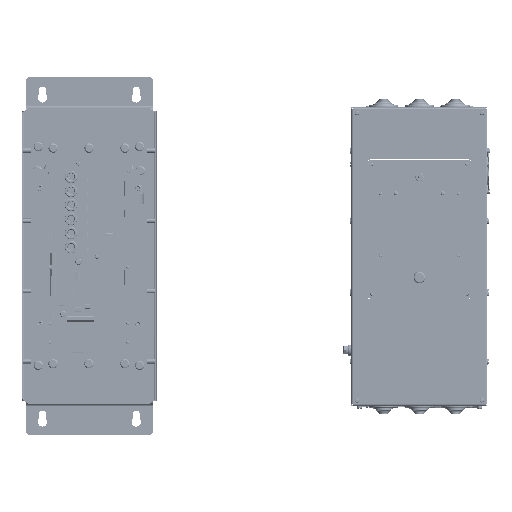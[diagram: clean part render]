
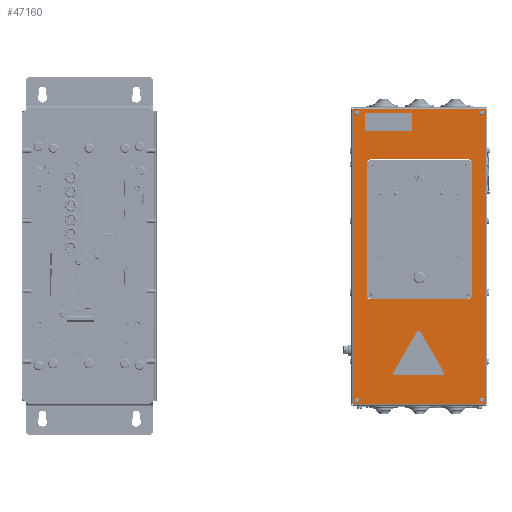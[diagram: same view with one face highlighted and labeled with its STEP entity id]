
A CAD part, top view. The second image highlights one B-rep face of the part: STEP entity #47160.
In plain terms, the highlighted planar face has unit normal (0, -0.003, 1).
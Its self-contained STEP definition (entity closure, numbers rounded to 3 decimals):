
#47160=ADVANCED_FACE('',(#119483,#119485,#119487,#119489,#119491,#119493),#119495,
.T.);
#119483=FACE_BOUND('',#119484,.T.);
#119484=EDGE_LOOP('',(#168964,#168965,#168966,#168967));
#119485=FACE_BOUND('',#119486,.T.);
#119486=EDGE_LOOP('',(#168968,#168969,#168970,#168971,#168972,#168973,#168974,#168975));
#119487=FACE_BOUND('',#119488,.T.);
#119488=EDGE_LOOP('',(#168976));
#119489=FACE_BOUND('',#119490,.T.);
#119490=EDGE_LOOP('',(#168977));
#119491=FACE_BOUND('',#119492,.T.);
#119492=EDGE_LOOP('',(#168978));
#119493=FACE_BOUND('',#119494,.T.);
#119494=EDGE_LOOP('',(#168979));
#119495=PLANE('',#119496);
#119496=AXIS2_PLACEMENT_3D('',#119497,#119498,#119499);
#119497=CARTESIAN_POINT('',(141.503,240.275,278.235));
#119498=DIRECTION('',(0.,-0.003,1.));
#119499=DIRECTION('',(1.,0.,0.));
#168964=ORIENTED_EDGE('',*,*,#228769,.T.);
#168965=ORIENTED_EDGE('',*,*,#228786,.T.);
#168966=ORIENTED_EDGE('',*,*,#228797,.T.);
#168967=ORIENTED_EDGE('',*,*,#228814,.T.);
#168968=ORIENTED_EDGE('',*,*,#228075,.T.);
#168969=ORIENTED_EDGE('',*,*,#228246,.T.);
#168970=ORIENTED_EDGE('',*,*,#228224,.T.);
#168971=ORIENTED_EDGE('',*,*,#228196,.T.);
#168972=ORIENTED_EDGE('',*,*,#228174,.T.);
#168973=ORIENTED_EDGE('',*,*,#228152,.T.);
#168974=ORIENTED_EDGE('',*,*,#228130,.T.);
#168975=ORIENTED_EDGE('',*,*,#228108,.T.);
#168976=ORIENTED_EDGE('',*,*,#228058,.T.);
#168977=ORIENTED_EDGE('',*,*,#228047,.T.);
#168978=ORIENTED_EDGE('',*,*,#228036,.T.);
#168979=ORIENTED_EDGE('',*,*,#228025,.T.);
#228025=EDGE_CURVE('',#388503,#388503,#388514,.F.);
#228036=EDGE_CURVE('',#388515,#388515,#388526,.F.);
#228047=EDGE_CURVE('',#388527,#388527,#388538,.F.);
#228058=EDGE_CURVE('',#388539,#388539,#388550,.F.);
#228075=EDGE_CURVE('',#388551,#388562,#388573,.F.);
#228108=EDGE_CURVE('',#388576,#388551,#388587,.F.);
#228130=EDGE_CURVE('',#388589,#388576,#388600,.F.);
#228152=EDGE_CURVE('',#388602,#388589,#388613,.F.);
#228174=EDGE_CURVE('',#388615,#388602,#388626,.F.);
#228196=EDGE_CURVE('',#388628,#388615,#388639,.F.);
#228224=EDGE_CURVE('',#388641,#388628,#388652,.F.);
#228246=EDGE_CURVE('',#388562,#388641,#388654,.F.);
#228769=EDGE_CURVE('',#388704,#388740,#389003,.T.);
#228786=EDGE_CURVE('',#388740,#388890,#389004,.T.);
#228797=EDGE_CURVE('',#388890,#388816,#389005,.T.);
#228814=EDGE_CURVE('',#388816,#388704,#389006,.T.);
#388503=VERTEX_POINT('',#509662);
#388514=CIRCLE('',#509663,2.5);
#388515=VERTEX_POINT('',#509667);
#388526=CIRCLE('',#509668,2.5);
#388527=VERTEX_POINT('',#509672);
#388538=CIRCLE('',#509673,2.5);
#388539=VERTEX_POINT('',#509677);
#388550=CIRCLE('',#509678,2.5);
#388551=VERTEX_POINT('',#509682);
#388562=VERTEX_POINT('',#509683);
#388573=CIRCLE('',#509684,5.);
#388576=VERTEX_POINT('',#509694);
#388587=LINE('',#509695,#509696);
#388589=VERTEX_POINT('',#509701);
#388600=CIRCLE('',#509702,5.);
#388602=VERTEX_POINT('',#509709);
#388613=LINE('',#509710,#509711);
#388615=VERTEX_POINT('',#509716);
#388626=CIRCLE('',#509717,5.);
#388628=VERTEX_POINT('',#509724);
#388639=LINE('',#509725,#509726);
#388641=VERTEX_POINT('',#509731);
#388652=CIRCLE('',#509732,5.);
#388654=LINE('',#509739,#509740);
#388704=VERTEX_POINT('',#509761);
#388740=VERTEX_POINT('',#509774);
#388816=VERTEX_POINT('',#509812);
#388890=VERTEX_POINT('',#509843);
#389003=LINE('',#509898,#509899);
#389004=LINE('',#509901,#509902);
#389005=LINE('',#509904,#509905);
#389006=LINE('',#509907,#509908);
#509662=CARTESIAN_POINT('',(311.003,233.275,278.214));
#509663=AXIS2_PLACEMENT_3D('',#509664,#509665,#509666);
#509664=CARTESIAN_POINT('',(308.503,233.275,278.214));
#509665=DIRECTION('',(0.,-0.003,1.));
#509666=DIRECTION('',(1.,0.,0.));
#509667=CARTESIAN_POINT('',(151.003,233.275,278.214));
#509668=AXIS2_PLACEMENT_3D('',#509669,#509670,#509671);
#509669=CARTESIAN_POINT('',(148.503,233.275,278.214));
#509670=DIRECTION('',(0.,-0.003,1.));
#509671=DIRECTION('',(1.,0.,0.));
#509672=CARTESIAN_POINT('',(311.003,-134.724,277.1));
#509673=AXIS2_PLACEMENT_3D('',#509674,#509675,#509676);
#509674=CARTESIAN_POINT('',(308.503,-134.724,277.1));
#509675=DIRECTION('',(0.,-0.003,1.));
#509676=DIRECTION('',(1.,0.,0.));
#509677=CARTESIAN_POINT('',(151.003,-134.724,277.1));
#509678=AXIS2_PLACEMENT_3D('',#509679,#509680,#509681);
#509679=CARTESIAN_POINT('',(148.503,-134.724,277.1));
#509680=DIRECTION('',(0.,-0.003,1.));
#509681=DIRECTION('',(1.,0.,0.));
#509682=CARTESIAN_POINT('',(296.003,-0.224,277.507));
#509683=CARTESIAN_POINT('',(291.003,-5.224,277.492));
#509684=AXIS2_PLACEMENT_3D('',#509685,#509686,#509687);
#509685=CARTESIAN_POINT('',(291.003,-0.224,277.507));
#509686=DIRECTION('',(0.,-0.003,1.));
#509687=DIRECTION('',(0.,-1.,-0.003));
#509694=CARTESIAN_POINT('',(296.003,168.775,278.019));
#509695=CARTESIAN_POINT('',(296.003,-0.224,277.507));
#509696=VECTOR('',#509697,1.);
#509697=DIRECTION('',(0.,1.,0.003));
#509701=CARTESIAN_POINT('',(291.003,173.775,278.034));
#509702=AXIS2_PLACEMENT_3D('',#509703,#509704,#509705);
#509703=CARTESIAN_POINT('',(291.003,168.775,278.019));
#509704=DIRECTION('',(0.,-0.003,1.));
#509705=DIRECTION('',(1.,0.,0.));
#509709=CARTESIAN_POINT('',(166.003,173.775,278.034));
#509710=CARTESIAN_POINT('',(291.003,173.775,278.034));
#509711=VECTOR('',#509712,1.);
#509712=DIRECTION('',(-1.,0.,0.));
#509716=CARTESIAN_POINT('',(161.003,168.775,278.019));
#509717=AXIS2_PLACEMENT_3D('',#509718,#509719,#509720);
#509718=CARTESIAN_POINT('',(166.003,168.775,278.019));
#509719=DIRECTION('',(0.,-0.003,1.));
#509720=DIRECTION('',(0.,1.,0.003));
#509724=CARTESIAN_POINT('',(161.003,-0.224,277.507));
#509725=CARTESIAN_POINT('',(161.003,168.775,278.019));
#509726=VECTOR('',#509727,1.);
#509727=DIRECTION('',(0.,-1.,-0.003));
#509731=CARTESIAN_POINT('',(166.003,-5.224,277.492));
#509732=AXIS2_PLACEMENT_3D('',#509733,#509734,#509735);
#509733=CARTESIAN_POINT('',(166.003,-0.224,277.507));
#509734=DIRECTION('',(0.,-0.003,1.));
#509735=DIRECTION('',(-1.,0.,0.));
#509739=CARTESIAN_POINT('',(166.003,-5.224,277.492));
#509740=VECTOR('',#509741,1.);
#509741=DIRECTION('',(1.,0.,0.));
#509761=CARTESIAN_POINT('',(313.203,-139.424,277.086));
#509774=CARTESIAN_POINT('',(313.203,237.975,278.228));
#509812=CARTESIAN_POINT('',(143.803,-139.424,277.086));
#509843=CARTESIAN_POINT('',(143.803,237.975,278.228));
#509898=CARTESIAN_POINT('',(313.203,-139.424,277.086));
#509899=VECTOR('',#509900,1.);
#509900=DIRECTION('',(0.,1.,0.003));
#509901=CARTESIAN_POINT('',(313.203,237.975,278.228));
#509902=VECTOR('',#509903,1.);
#509903=DIRECTION('',(-1.,0.,0.));
#509904=CARTESIAN_POINT('',(143.803,237.975,278.228));
#509905=VECTOR('',#509906,1.);
#509906=DIRECTION('',(0.,-1.,-0.003));
#509907=CARTESIAN_POINT('',(143.803,-139.424,277.086));
#509908=VECTOR('',#509909,1.);
#509909=DIRECTION('',(1.,0.,0.));
